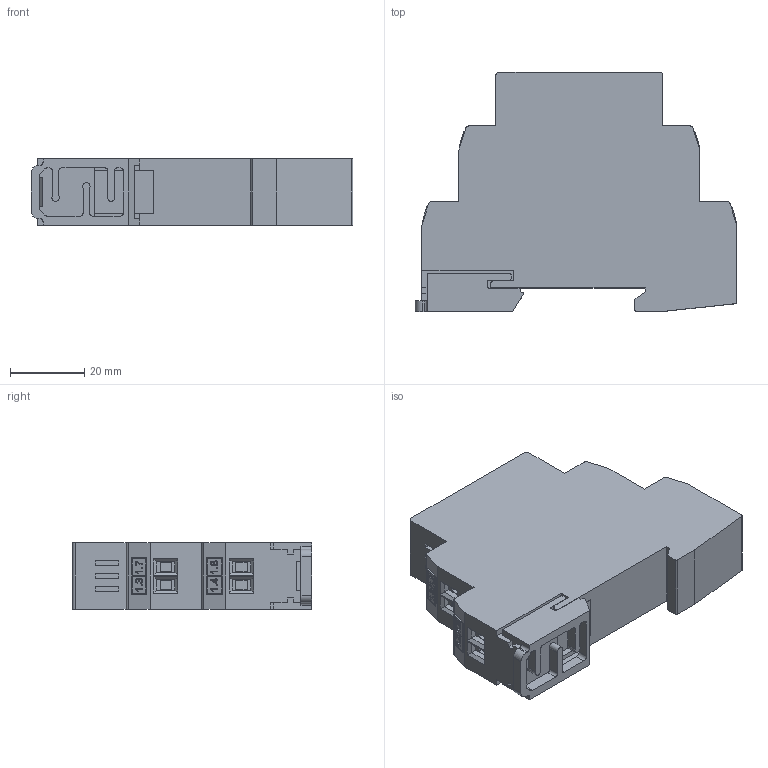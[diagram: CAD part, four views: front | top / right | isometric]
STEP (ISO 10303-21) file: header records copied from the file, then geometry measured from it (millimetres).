
FILE_DESCRIPTION((''),'2;1');
FILE_NAME('VY850002.stp','2012-03-08T23:15:33',('Administrator'),(''),'Autodesk Inventor 11','Autodesk Inventor 11','');
FILE_SCHEMA(('AUTOMOTIVE_DESIGN { 1 0 10303 214 1 1 1 1 }'));
Length unit declared in the file: millimetre
Products named in the file (1): VY850002
Bounding box: 86.8 x 64.6 x 18 mm (x, y, z)
Volume: 73906.9 mm3; surface area: 16841.8 mm2
Topology: 1 solids, 1 shells, 724 faces, 1863 edges, 1220 vertices
Faces by surface type: plane 577, bspline 84, cylinder 63
Full cylindrical faces by diameter (mm): 2.6 x2, 4.4 x8
Entity records: 22026 total; most frequent: CARTESIAN_POINT 4866, ORIENTED_EDGE 3706, DIRECTION 3093, EDGE_CURVE 1853, VECTOR 1559, LINE 1559, VERTEX_POINT 1220, EDGE_LOOP 817
